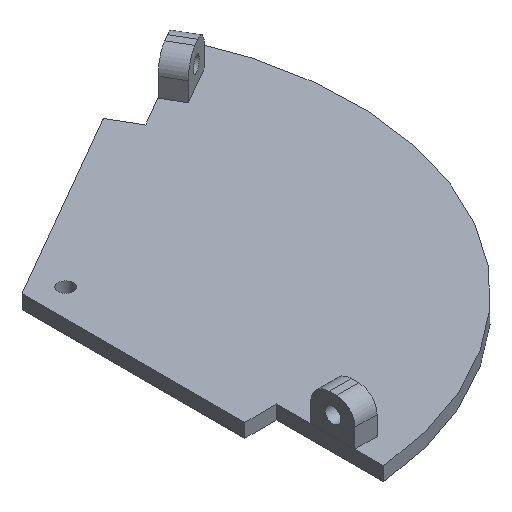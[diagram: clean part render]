
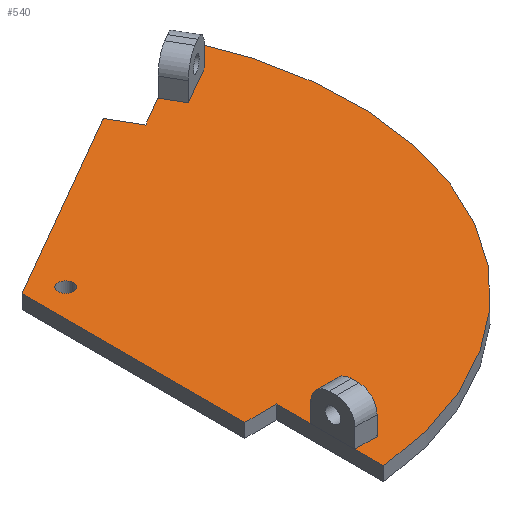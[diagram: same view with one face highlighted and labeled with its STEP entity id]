
A CAD part, isometric view. The second image highlights one B-rep face of the part: STEP entity #540.
In plain terms, the highlighted planar face has unit normal (0, 0, 1).
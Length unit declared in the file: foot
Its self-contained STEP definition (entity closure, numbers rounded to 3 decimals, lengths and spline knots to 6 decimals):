
#40=FACE_BOUND('',#122,.T.);
#58=PLANE('',#615);
#87=FACE_OUTER_BOUND('',#121,.T.);
#121=EDGE_LOOP('',(#486,#487,#488,#489,#490,#491,#492,#493));
#122=EDGE_LOOP('',(#494));
#166=LINE('',#901,#220);
#169=LINE('',#906,#223);
#173=LINE('',#916,#227);
#174=LINE('',#918,#228);
#175=LINE('',#922,#229);
#176=LINE('',#923,#230);
#177=LINE('',#924,#231);
#220=VECTOR('',#742,0.032808);
#223=VECTOR('',#747,0.032808);
#227=VECTOR('',#757,0.032808);
#228=VECTOR('',#760,0.032808);
#229=VECTOR('',#763,0.032808);
#230=VECTOR('',#764,0.032808);
#231=VECTOR('',#765,0.032808);
#246=CIRCLE('',#605,0.005758);
#249=CIRCLE('',#612,0.250023);
#278=VERTEX_POINT('',#873);
#289=VERTEX_POINT('',#898);
#290=VERTEX_POINT('',#900);
#291=VERTEX_POINT('',#904);
#292=VERTEX_POINT('',#908);
#293=VERTEX_POINT('',#912);
#294=VERTEX_POINT('',#914);
#295=VERTEX_POINT('',#920);
#296=VERTEX_POINT('',#921);
#339=EDGE_CURVE('',#278,#278,#246,.T.);
#352=EDGE_CURVE('',#290,#289,#166,.T.);
#355=EDGE_CURVE('',#291,#290,#169,.T.);
#357=EDGE_CURVE('',#289,#292,#249,.T.);
#360=EDGE_CURVE('',#293,#294,#173,.T.);
#361=EDGE_CURVE('',#292,#293,#174,.T.);
#362=EDGE_CURVE('',#295,#296,#175,.T.);
#363=EDGE_CURVE('',#291,#295,#176,.T.);
#364=EDGE_CURVE('',#294,#296,#177,.T.);
#486=ORIENTED_EDGE('',*,*,#362,.F.);
#487=ORIENTED_EDGE('',*,*,#363,.F.);
#488=ORIENTED_EDGE('',*,*,#355,.T.);
#489=ORIENTED_EDGE('',*,*,#352,.T.);
#490=ORIENTED_EDGE('',*,*,#357,.T.);
#491=ORIENTED_EDGE('',*,*,#361,.T.);
#492=ORIENTED_EDGE('',*,*,#360,.T.);
#493=ORIENTED_EDGE('',*,*,#364,.T.);
#494=ORIENTED_EDGE('',*,*,#339,.T.);
#540=ADVANCED_FACE('',(#87,#40),#58,.T.);
#605=AXIS2_PLACEMENT_3D('',#874,#722,#723);
#612=AXIS2_PLACEMENT_3D('',#910,#751,#752);
#615=AXIS2_PLACEMENT_3D('',#919,#761,#762);
#722=DIRECTION('center_axis',(0.,0.,-1.));
#723=DIRECTION('ref_axis',(-1.,0.,0.));
#742=DIRECTION('',(0.,-1.,0.));
#747=DIRECTION('',(1.,0.,0.));
#751=DIRECTION('center_axis',(0.,0.,1.));
#752=DIRECTION('ref_axis',(1.,0.,0.));
#757=DIRECTION('',(-0.866,-0.5,0.));
#760=DIRECTION('',(-0.922,-0.388,0.));
#761=DIRECTION('center_axis',(0.,0.,1.));
#762=DIRECTION('ref_axis',(1.,0.,0.));
#763=DIRECTION('',(0.866,0.5,0.));
#764=DIRECTION('',(0.,1.,0.));
#765=DIRECTION('',(-0.5,0.866,0.));
#873=CARTESIAN_POINT('',(-0.195722,0.311819,0.235417));
#874=CARTESIAN_POINT('Origin',(-0.20148,0.311819,0.235417));
#898=CARTESIAN_POINT('',(-0.198311,0.075036,0.235417));
#900=CARTESIAN_POINT('',(-0.198311,0.15581,0.235417));
#901=CARTESIAN_POINT('',(-0.198311,0.239852,0.235417));
#904=CARTESIAN_POINT('',(-0.222397,0.15581,0.235417));
#906=CARTESIAN_POINT('',(-0.23444,0.15581,0.235417));
#908=CARTESIAN_POINT('',(0.004863,0.428127,0.235417));
#910=CARTESIAN_POINT('Origin',(-0.222397,0.323895,0.235417));
#912=CARTESIAN_POINT('',(0.004434,0.427946,0.235417));
#914=CARTESIAN_POINT('',(-0.065518,0.387559,0.235417));
#916=CARTESIAN_POINT('',(-0.103155,0.365829,0.235417));
#918=CARTESIAN_POINT('',(-0.094913,0.386158,0.235417));
#919=CARTESIAN_POINT('Origin',(-0.222397,0.323895,0.235417));
#920=CARTESIAN_POINT('',(-0.222397,0.323895,0.235417));
#921=CARTESIAN_POINT('',(-0.077171,0.407742,0.235417));
#922=CARTESIAN_POINT('',(-0.067053,0.413583,0.235417));
#923=CARTESIAN_POINT('',(-0.222397,0.323895,0.235417));
#924=CARTESIAN_POINT('',(-0.071345,0.39765,0.235417));
